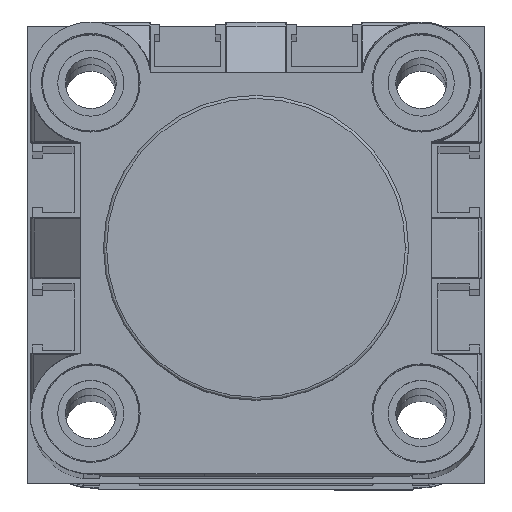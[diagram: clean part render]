
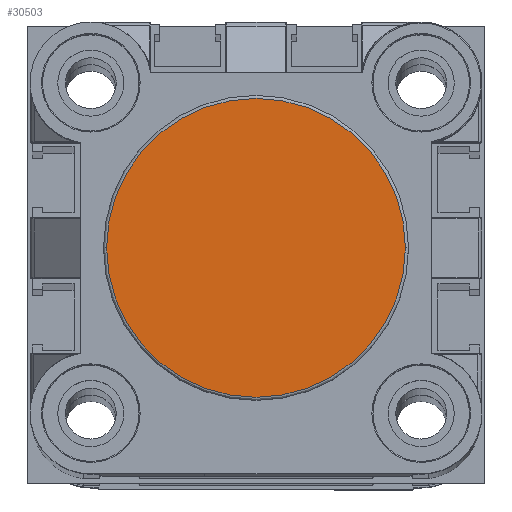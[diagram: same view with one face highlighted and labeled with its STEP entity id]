
A CAD part, top view. The second image highlights one B-rep face of the part: STEP entity #30503.
In plain terms, the highlighted planar face has unit normal (0, 0, 1).
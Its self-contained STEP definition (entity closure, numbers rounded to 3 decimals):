
#140 = EDGE_LOOP ( 'NONE', ( #6055, #2211 ) ) ;
#784 = CIRCLE ( 'NONE', #22748, 14.7 ) ;
#2211 = ORIENTED_EDGE ( 'NONE', *, *, #20742, .T. ) ;
#2718 = EDGE_CURVE ( 'NONE', #30236, #21851, #14731, .T. ) ;
#3124 = DIRECTION ( 'NONE',  ( 0., 0., 1. ) ) ;
#3670 = CARTESIAN_POINT ( 'NONE',  ( 2.55, -17.25, 30. ) ) ;
#5033 = AXIS2_PLACEMENT_3D ( 'NONE', #18617, #29740, #25116 ) ;
#6055 = ORIENTED_EDGE ( 'NONE', *, *, #2718, .T. ) ;
#8027 = CARTESIAN_POINT ( 'NONE',  ( 31.95, -17.25, 30. ) ) ;
#11773 = DIRECTION ( 'NONE',  ( 0., 0., 1. ) ) ;
#14731 = CIRCLE ( 'NONE', #5033, 14.7 ) ;
#18226 = CARTESIAN_POINT ( 'NONE',  ( 17.25, -17.25, 30. ) ) ;
#18617 = CARTESIAN_POINT ( 'NONE',  ( 17.25, -17.25, 30. ) ) ;
#19270 = PLANE ( 'NONE',  #20449 ) ;
#20449 = AXIS2_PLACEMENT_3D ( 'NONE', #21781, #11773, #29346 ) ;
#20720 = DIRECTION ( 'NONE',  ( 1., 0., 0. ) ) ;
#20742 = EDGE_CURVE ( 'NONE', #21851, #30236, #784, .T. ) ;
#21781 = CARTESIAN_POINT ( 'NONE',  ( 17.25, -17.25, 30. ) ) ;
#21851 = VERTEX_POINT ( 'NONE', #3670 ) ;
#22748 = AXIS2_PLACEMENT_3D ( 'NONE', #18226, #3124, #20720 ) ;
#25116 = DIRECTION ( 'NONE',  ( 1., 0., 0. ) ) ;
#25139 = FACE_OUTER_BOUND ( 'NONE', #140, .T. ) ;
#29346 = DIRECTION ( 'NONE',  ( 1., 0., 0. ) ) ;
#29740 = DIRECTION ( 'NONE',  ( 0., 0., 1. ) ) ;
#30236 = VERTEX_POINT ( 'NONE', #8027 ) ;
#30503 = ADVANCED_FACE ( 'NONE', ( #25139 ), #19270, .T. ) ;
